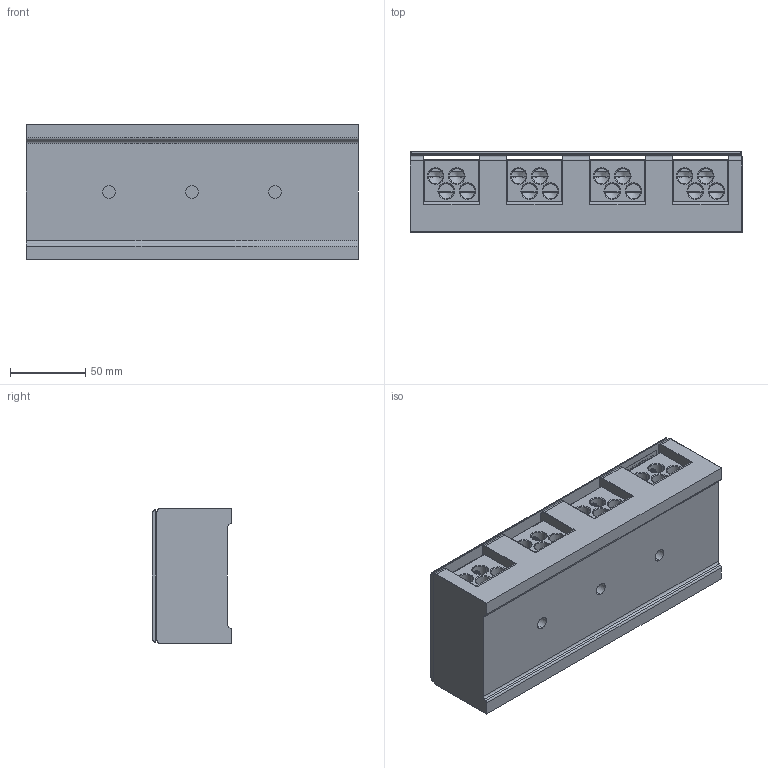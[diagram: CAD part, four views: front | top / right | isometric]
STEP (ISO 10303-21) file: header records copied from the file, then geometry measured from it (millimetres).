
FILE_DESCRIPTION((''),'2;1');
FILE_NAME('111111','2023-05-11T',('Administrator'),(''),'PRO/ENGINEER BY PARAMETRIC TECHNOLOGY CORPORATION, 2013230','PRO/ENGINEER BY PARAMETRIC TECHNOLOGY CORPORATION, 2013230','');
FILE_SCHEMA(('CONFIG_CONTROL_DESIGN'));
Products named in the file (1): 111111
Bounding box: 220 x 53 x 90 mm (x, y, z)
Volume: 713882.3 mm3; surface area: 179133.5 mm2
Topology: 1 solids, 1 shells, 2229 faces, 6273 edges, 4070 vertices
Faces by surface type: plane 1295, cylinder 534, bspline 224, cone 116, torus 44, sphere 16
Entity records: 120297 total; most frequent: CARTESIAN_POINT 54782, ORIENTED_EDGE 12466, DIRECTION 9494, EDGE_CURVE 6233, VECTOR 4200, LINE 4200, VERTEX_POINT 4070, AXIS2_PLACEMENT_3D 2647
